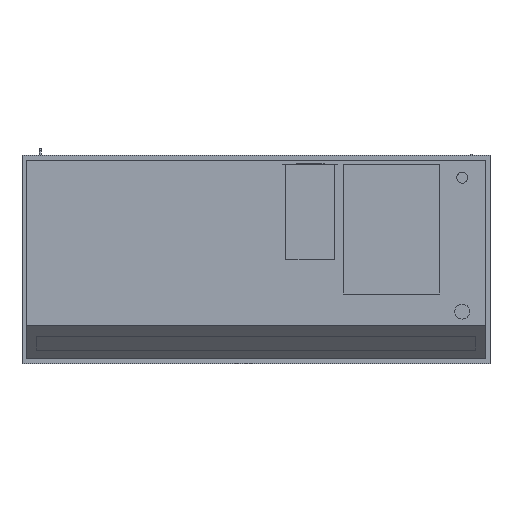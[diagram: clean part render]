
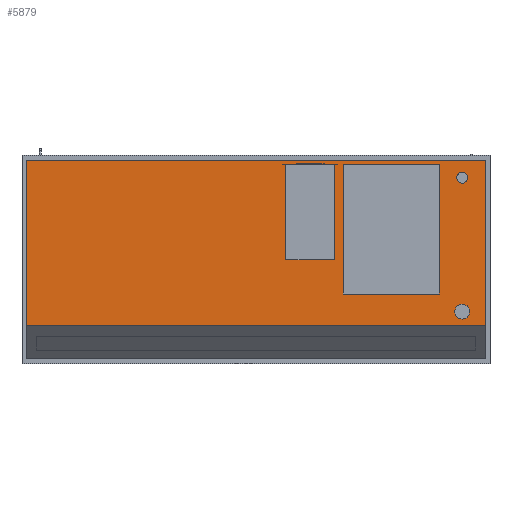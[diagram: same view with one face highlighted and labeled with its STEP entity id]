
A CAD part, front view. The second image highlights one B-rep face of the part: STEP entity #5879.
In plain terms, the highlighted planar face has unit normal (0, -1, 0).
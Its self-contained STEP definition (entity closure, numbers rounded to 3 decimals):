
#330=FACE_OUTER_BOUND('',#690,.T.);
#690=EDGE_LOOP('',(#3918,#3919,#3920,#3921));
#1065=LINE('',#8568,#1764);
#1072=LINE('',#8582,#1771);
#1073=LINE('',#8585,#1772);
#1074=LINE('',#8586,#1773);
#1764=VECTOR('',#6834,10.);
#1771=VECTOR('',#6847,10.);
#1772=VECTOR('',#6850,10.);
#1773=VECTOR('',#6851,10.);
#2454=VERTEX_POINT('',#8559);
#2458=VERTEX_POINT('',#8566);
#2462=VERTEX_POINT('',#8580);
#2463=VERTEX_POINT('',#8584);
#3037=EDGE_CURVE('',#2458,#2454,#1065,.T.);
#3044=EDGE_CURVE('',#2458,#2462,#1072,.T.);
#3045=EDGE_CURVE('',#2463,#2462,#1073,.T.);
#3046=EDGE_CURVE('',#2454,#2463,#1074,.T.);
#3918=ORIENTED_EDGE('',*,*,#3044,.T.);
#3919=ORIENTED_EDGE('',*,*,#3045,.F.);
#3920=ORIENTED_EDGE('',*,*,#3046,.F.);
#3921=ORIENTED_EDGE('',*,*,#3037,.F.);
#5587=PLANE('',#6296);
#5879=ADVANCED_FACE('',(#330),#5587,.T.);
#6296=AXIS2_PLACEMENT_3D('',#8583,#6848,#6849);
#6834=DIRECTION('',(0.,0.,1.));
#6847=DIRECTION('',(1.,0.,0.));
#6848=DIRECTION('center_axis',(0.,-1.,0.));
#6849=DIRECTION('ref_axis',(0.,0.,-1.));
#6850=DIRECTION('',(0.,0.,-1.));
#6851=DIRECTION('',(1.,0.,0.));
#8559=CARTESIAN_POINT('',(-847.5,-97.5,367.5));
#8566=CARTESIAN_POINT('',(-847.5,-97.5,-242.5));
#8568=CARTESIAN_POINT('',(-847.5,-97.5,367.5));
#8580=CARTESIAN_POINT('',(847.5,-97.5,-242.5));
#8582=CARTESIAN_POINT('',(0.,-97.5,-242.5));
#8583=CARTESIAN_POINT('Origin',(0.,-97.5,367.5));
#8584=CARTESIAN_POINT('',(847.5,-97.5,367.5));
#8585=CARTESIAN_POINT('',(847.5,-97.5,367.5));
#8586=CARTESIAN_POINT('',(0.,-97.5,367.5));
